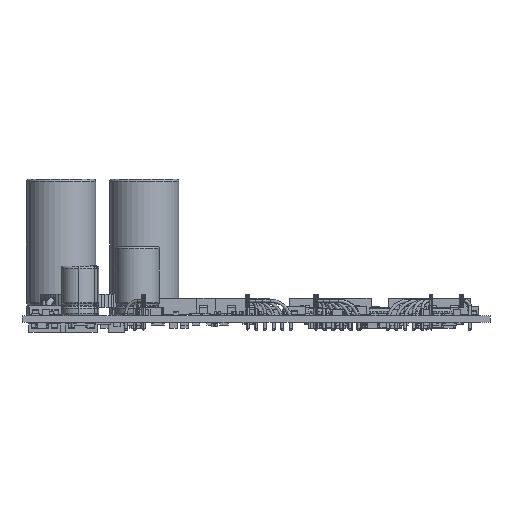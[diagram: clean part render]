
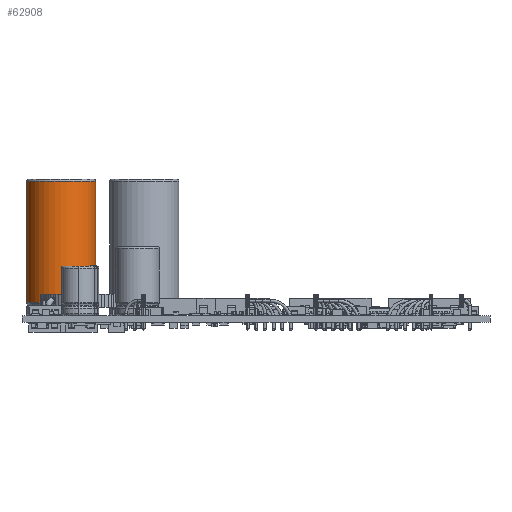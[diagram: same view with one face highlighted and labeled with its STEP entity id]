
A CAD part, front view. The second image highlights one B-rep face of the part: STEP entity #62908.
In plain terms, the highlighted cylindrical face has radius 8 mm (diameter 16 mm), a partial arc.
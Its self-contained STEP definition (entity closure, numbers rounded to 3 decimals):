
#62812 = VERTEX_POINT('',#62813);
#62813 = CARTESIAN_POINT('',(0.,31.,8.));
#62857 = VERTEX_POINT('',#62858);
#62858 = CARTESIAN_POINT('',(0.,31.,-8.));
#62865 = EDGE_CURVE('',#62812,#62857,#62866,.T.);
#62866 = CIRCLE('',#62867,8.);
#62867 = AXIS2_PLACEMENT_3D('',#62868,#62869,#62870);
#62868 = CARTESIAN_POINT('',(0.,31.,0.));
#62869 = DIRECTION('',(0.,-1.,0.));
#62870 = DIRECTION('',(0.,0.,-1.));
#62881 = EDGE_CURVE('',#62812,#62882,#62884,.T.);
#62882 = VERTEX_POINT('',#62883);
#62883 = CARTESIAN_POINT('',(0.,3.094,8.));
#62884 = LINE('',#62885,#62886);
#62885 = CARTESIAN_POINT('',(0.,0.,8.));
#62886 = VECTOR('',#62887,1.);
#62887 = DIRECTION('',(0.,-1.,0.));
#62908 = ADVANCED_FACE('',(#62909),#62928,.T.);
#62909 = FACE_BOUND('',#62910,.T.);
#62910 = EDGE_LOOP('',(#62911,#62912,#62913,#62921));
#62911 = ORIENTED_EDGE('',*,*,#62881,.F.);
#62912 = ORIENTED_EDGE('',*,*,#62865,.T.);
#62913 = ORIENTED_EDGE('',*,*,#62914,.T.);
#62914 = EDGE_CURVE('',#62857,#62915,#62917,.T.);
#62915 = VERTEX_POINT('',#62916);
#62916 = CARTESIAN_POINT('',(0.,3.094,-8.));
#62917 = LINE('',#62918,#62919);
#62918 = CARTESIAN_POINT('',(0.,0.,-8.));
#62919 = VECTOR('',#62920,1.);
#62920 = DIRECTION('',(0.,-1.,0.));
#62921 = ORIENTED_EDGE('',*,*,#62922,.F.);
#62922 = EDGE_CURVE('',#62882,#62915,#62923,.T.);
#62923 = CIRCLE('',#62924,8.);
#62924 = AXIS2_PLACEMENT_3D('',#62925,#62926,#62927);
#62925 = CARTESIAN_POINT('',(0.,3.094,0.));
#62926 = DIRECTION('',(0.,-1.,0.));
#62927 = DIRECTION('',(0.,0.,-1.));
#62928 = CYLINDRICAL_SURFACE('',#62929,8.);
#62929 = AXIS2_PLACEMENT_3D('',#62930,#62931,#62932);
#62930 = CARTESIAN_POINT('',(0.,0.,0.));
#62931 = DIRECTION('',(0.,-1.,0.));
#62932 = DIRECTION('',(0.,0.,-1.));
